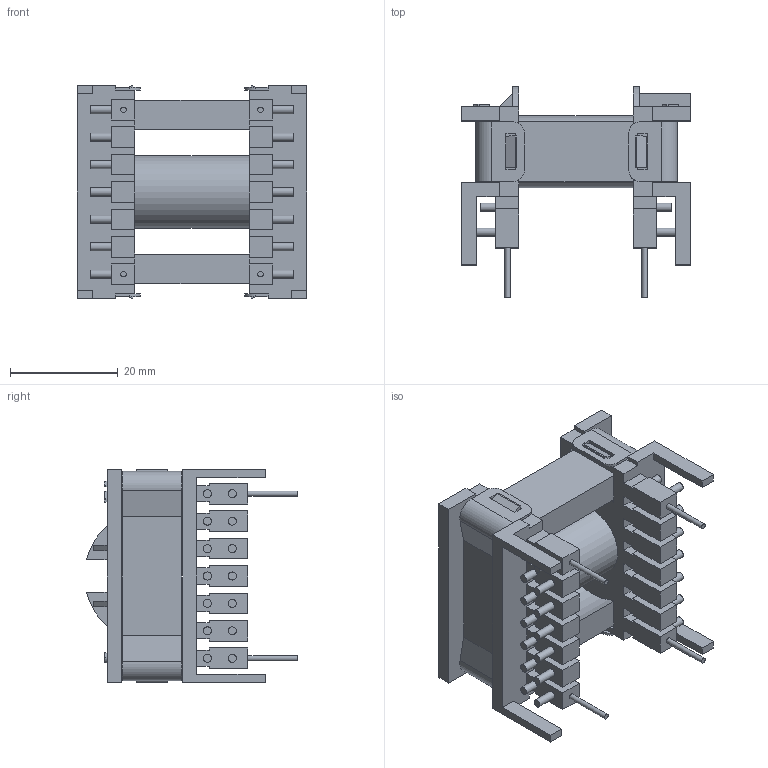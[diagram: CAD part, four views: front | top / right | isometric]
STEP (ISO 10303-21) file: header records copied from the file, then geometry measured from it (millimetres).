
FILE_DESCRIPTION(/* description */ ('STEP AP203'),/* implementation_level */ '2;1');
FILE_NAME(/* name */ 'ETD34.step',/* time_stamp */ '2021-11-20T21:19:29+00:00',/* author */ ('Dan'),/* organization */ (''),/* preprocessor_version */ 'ST-DEVELOPER v18.1',/* originating_system */ 'Autodesk Inventor 2022',/* authorisation */ '');
FILE_SCHEMA (('AUTOMOTIVE_DESIGN { 1 0 10303 214 3 1 1 }'));
Length unit declared in the file: millimetre
Products named in the file (1): ETD34XMR
Bounding box: 42.6 x 39.13 x 39.4 mm (x, y, z)
Volume: 17826.3 mm3; surface area: 15847.2 mm2
Topology: 1 solids, 1 shells, 434 faces, 1186 edges, 784 vertices
Faces by surface type: plane 350, cylinder 61, bspline 23
Full cylindrical faces by diameter (mm): 1 x4, 1.5 x28, 11.1 x1, 11.4 x1, 13.4 x1
Entity records: 14937 total; most frequent: CARTESIAN_POINT 3764, ORIENTED_EDGE 2372, DIRECTION 2110, EDGE_CURVE 1186, LINE 994, VECTOR 994, VERTEX_POINT 784, AXIS2_PLACEMENT_3D 558
